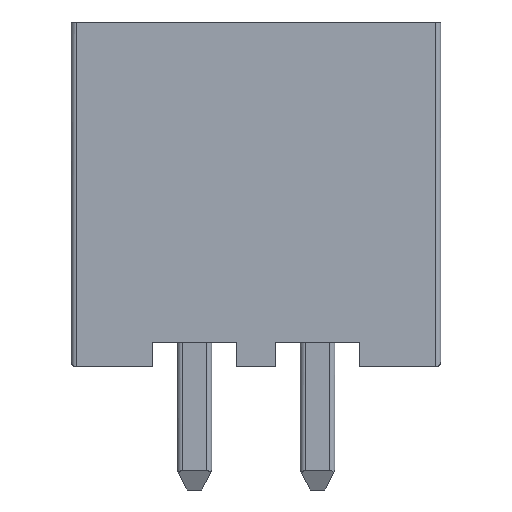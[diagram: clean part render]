
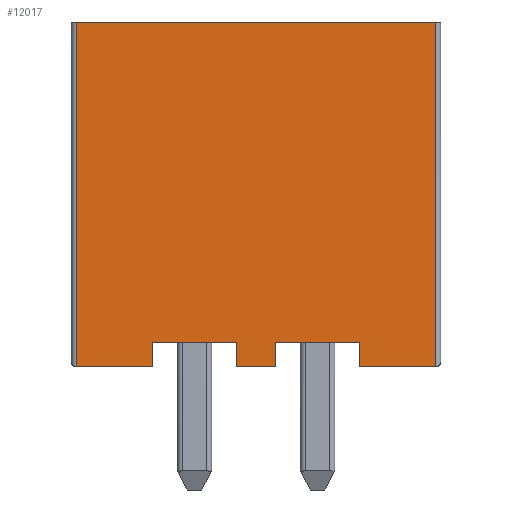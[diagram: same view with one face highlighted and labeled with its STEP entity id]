
A CAD part, front view. The second image highlights one B-rep face of the part: STEP entity #12017.
In plain terms, the highlighted planar face has unit normal (0, -1, 0).
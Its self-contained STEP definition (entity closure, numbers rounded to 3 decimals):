
#270 = VECTOR ( 'NONE', #8935, 1000. ) ;
#332 = EDGE_CURVE ( 'NONE', #6934, #5550, #6420, .T. ) ;
#371 = VERTEX_POINT ( 'NONE', #6498 ) ;
#620 = CARTESIAN_POINT ( 'NONE',  ( 0.85, -0.6, -1.3 ) ) ;
#958 = CARTESIAN_POINT ( 'NONE',  ( -0.85, -0.6, -1.3 ) ) ;
#1218 = ORIENTED_EDGE ( 'NONE', *, *, #1589, .T. ) ;
#1580 = CARTESIAN_POINT ( 'NONE',  ( -2.5, -0.6, -1.8 ) ) ;
#1589 = EDGE_CURVE ( 'NONE', #4859, #2899, #12242, .T. ) ;
#1645 = CARTESIAN_POINT ( 'NONE',  ( 1.65, -0.6, -1.3 ) ) ;
#1763 = LINE ( 'NONE', #14853, #270 ) ;
#1993 = DIRECTION ( 'NONE',  ( 0., 0., -1. ) ) ;
#2055 = CARTESIAN_POINT ( 'NONE',  ( -2.5, -0.6, 5.2 ) ) ;
#2095 = ORIENTED_EDGE ( 'NONE', *, *, #14669, .T. ) ;
#2141 = EDGE_CURVE ( 'NONE', #8477, #7945, #3747, .T. ) ;
#2189 = ORIENTED_EDGE ( 'NONE', *, *, #9898, .T. ) ;
#2369 = VECTOR ( 'NONE', #14653, 1000. ) ;
#2598 = DIRECTION ( 'NONE',  ( 0., 0., -1. ) ) ;
#2627 = CARTESIAN_POINT ( 'NONE',  ( -2.4, -0.6, -1.8 ) ) ;
#2671 = LINE ( 'NONE', #5160, #2369 ) ;
#2695 = LINE ( 'NONE', #1580, #7111 ) ;
#2767 = VECTOR ( 'NONE', #1993, 1000. ) ;
#2899 = VERTEX_POINT ( 'NONE', #13889 ) ;
#3027 = CARTESIAN_POINT ( 'NONE',  ( 0.85, -0.6, -1.3 ) ) ;
#3084 = CARTESIAN_POINT ( 'NONE',  ( 1.65, -0.6, -1.3 ) ) ;
#3361 = ORIENTED_EDGE ( 'NONE', *, *, #12822, .F. ) ;
#3669 = DIRECTION ( 'NONE',  ( 1., 0., 0. ) ) ;
#3747 = LINE ( 'NONE', #11924, #5353 ) ;
#3787 = VECTOR ( 'NONE', #5574, 1000. ) ;
#4069 = EDGE_CURVE ( 'NONE', #371, #6727, #1763, .T. ) ;
#4245 = DIRECTION ( 'NONE',  ( 0., 1., 0. ) ) ;
#4603 = ORIENTED_EDGE ( 'NONE', *, *, #332, .T. ) ;
#4635 = EDGE_CURVE ( 'NONE', #15229, #11366, #8670, .T. ) ;
#4859 = VERTEX_POINT ( 'NONE', #8554 ) ;
#4946 = ORIENTED_EDGE ( 'NONE', *, *, #4635, .F. ) ;
#5160 = CARTESIAN_POINT ( 'NONE',  ( -2.5, -0.6, -1.8 ) ) ;
#5294 = LINE ( 'NONE', #958, #2767 ) ;
#5300 = ORIENTED_EDGE ( 'NONE', *, *, #10583, .T. ) ;
#5353 = VECTOR ( 'NONE', #3669, 1000. ) ;
#5525 = ORIENTED_EDGE ( 'NONE', *, *, #7195, .T. ) ;
#5550 = VERTEX_POINT ( 'NONE', #7181 ) ;
#5574 = DIRECTION ( 'NONE',  ( 0., 0., -1. ) ) ;
#5629 = VECTOR ( 'NONE', #7488, 1000. ) ;
#5952 = CARTESIAN_POINT ( 'NONE',  ( 1.65, -0.6, -1.3 ) ) ;
#6256 = DIRECTION ( 'NONE',  ( 1., 0., 0. ) ) ;
#6385 = VECTOR ( 'NONE', #2598, 1000. ) ;
#6420 = LINE ( 'NONE', #10939, #13901 ) ;
#6498 = CARTESIAN_POINT ( 'NONE',  ( -2.4, -0.6, 5.2 ) ) ;
#6727 = VERTEX_POINT ( 'NONE', #8800 ) ;
#6934 = VERTEX_POINT ( 'NONE', #2627 ) ;
#7111 = VECTOR ( 'NONE', #12030, 1000. ) ;
#7181 = CARTESIAN_POINT ( 'NONE',  ( -0.85, -0.6, -1.8 ) ) ;
#7195 = EDGE_CURVE ( 'NONE', #2899, #8601, #2671, .T. ) ;
#7457 = CARTESIAN_POINT ( 'NONE',  ( 1.65, -0.6, -1.8 ) ) ;
#7488 = DIRECTION ( 'NONE',  ( 0., 0., -1. ) ) ;
#7800 = VECTOR ( 'NONE', #11262, 1000. ) ;
#7830 = EDGE_CURVE ( 'NONE', #14663, #11366, #2695, .T. ) ;
#7945 = VERTEX_POINT ( 'NONE', #3027 ) ;
#8024 = ORIENTED_EDGE ( 'NONE', *, *, #10912, .T. ) ;
#8098 = AXIS2_PLACEMENT_3D ( 'NONE', #2055, #4245, #13673 ) ;
#8416 = LINE ( 'NONE', #14416, #3787 ) ;
#8476 = LINE ( 'NONE', #13081, #14034 ) ;
#8477 = VERTEX_POINT ( 'NONE', #14329 ) ;
#8554 = CARTESIAN_POINT ( 'NONE',  ( 3.35, -0.6, -1.3 ) ) ;
#8601 = VERTEX_POINT ( 'NONE', #13556 ) ;
#8670 = LINE ( 'NONE', #1645, #5629 ) ;
#8800 = CARTESIAN_POINT ( 'NONE',  ( 4.9, -0.6, 5.2 ) ) ;
#8814 = EDGE_LOOP ( 'NONE', ( #5525, #5300, #11629, #2095, #4603, #3361, #9083, #2189, #10518, #4946, #8024, #1218 ) ) ;
#8935 = DIRECTION ( 'NONE',  ( 1., 0., 0. ) ) ;
#9083 = ORIENTED_EDGE ( 'NONE', *, *, #2141, .T. ) ;
#9540 = LINE ( 'NONE', #5952, #13035 ) ;
#9586 = CARTESIAN_POINT ( 'NONE',  ( 0.85, -0.6, -1.8 ) ) ;
#9898 = EDGE_CURVE ( 'NONE', #7945, #14663, #10234, .T. ) ;
#10234 = LINE ( 'NONE', #620, #7800 ) ;
#10518 = ORIENTED_EDGE ( 'NONE', *, *, #7830, .T. ) ;
#10583 = EDGE_CURVE ( 'NONE', #8601, #6727, #8476, .T. ) ;
#10697 = DIRECTION ( 'NONE',  ( 1., 0., 0. ) ) ;
#10912 = EDGE_CURVE ( 'NONE', #15229, #4859, #9540, .T. ) ;
#10939 = CARTESIAN_POINT ( 'NONE',  ( -2.5, -0.6, -1.8 ) ) ;
#11095 = FACE_OUTER_BOUND ( 'NONE', #8814, .T. ) ;
#11262 = DIRECTION ( 'NONE',  ( 0., 0., -1. ) ) ;
#11366 = VERTEX_POINT ( 'NONE', #7457 ) ;
#11629 = ORIENTED_EDGE ( 'NONE', *, *, #4069, .F. ) ;
#11924 = CARTESIAN_POINT ( 'NONE',  ( -0.85, -0.6, -1.3 ) ) ;
#12017 = ADVANCED_FACE ( 'NONE', ( #11095 ), #14667, .F. ) ;
#12030 = DIRECTION ( 'NONE',  ( 1., 0., 0. ) ) ;
#12242 = LINE ( 'NONE', #13181, #6385 ) ;
#12822 = EDGE_CURVE ( 'NONE', #8477, #5550, #5294, .T. ) ;
#13035 = VECTOR ( 'NONE', #10697, 1000. ) ;
#13081 = CARTESIAN_POINT ( 'NONE',  ( 4.9, -0.6, 5.2 ) ) ;
#13154 = DIRECTION ( 'NONE',  ( 0., 0., 1. ) ) ;
#13181 = CARTESIAN_POINT ( 'NONE',  ( 3.35, -0.6, -1.3 ) ) ;
#13556 = CARTESIAN_POINT ( 'NONE',  ( 4.9, -0.6, -1.8 ) ) ;
#13673 = DIRECTION ( 'NONE',  ( -1., 0., 0. ) ) ;
#13889 = CARTESIAN_POINT ( 'NONE',  ( 3.35, -0.6, -1.8 ) ) ;
#13901 = VECTOR ( 'NONE', #6256, 1000. ) ;
#14034 = VECTOR ( 'NONE', #13154, 1000. ) ;
#14329 = CARTESIAN_POINT ( 'NONE',  ( -0.85, -0.6, -1.3 ) ) ;
#14416 = CARTESIAN_POINT ( 'NONE',  ( -2.4, -0.6, 5.2 ) ) ;
#14653 = DIRECTION ( 'NONE',  ( 1., 0., 0. ) ) ;
#14663 = VERTEX_POINT ( 'NONE', #9586 ) ;
#14667 = PLANE ( 'NONE',  #8098 ) ;
#14669 = EDGE_CURVE ( 'NONE', #371, #6934, #8416, .T. ) ;
#14853 = CARTESIAN_POINT ( 'NONE',  ( -2.5, -0.6, 5.2 ) ) ;
#15229 = VERTEX_POINT ( 'NONE', #3084 ) ;
